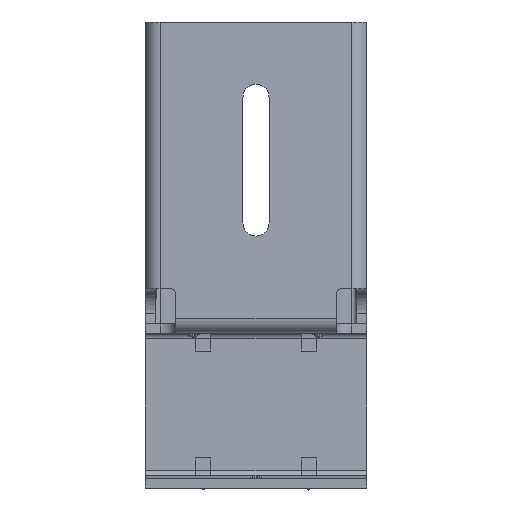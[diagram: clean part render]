
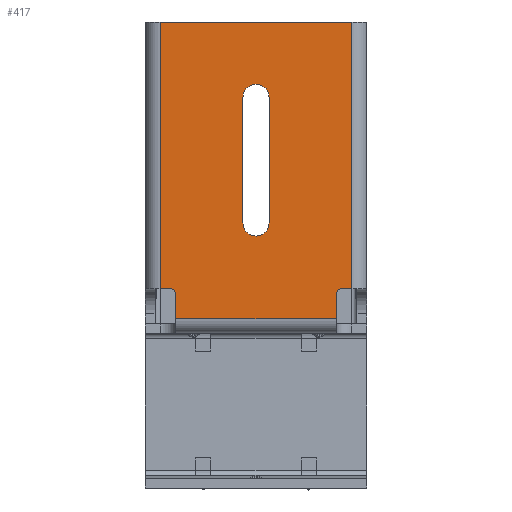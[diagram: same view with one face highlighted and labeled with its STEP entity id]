
A CAD part, front view. The second image highlights one B-rep face of the part: STEP entity #417.
In plain terms, the highlighted planar face has unit normal (0, -1, 0).
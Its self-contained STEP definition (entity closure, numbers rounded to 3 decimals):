
#31 = DIRECTION ( 'NONE',  ( 0., 1., 0. ) ) ;
#62 = CARTESIAN_POINT ( 'NONE',  ( -19.1, -1.9, 0. ) ) ;
#131 = LINE ( 'NONE', #3232, #8006 ) ;
#174 = CARTESIAN_POINT ( 'NONE',  ( 19.1, -1.9, 0. ) ) ;
#253 = CARTESIAN_POINT ( 'NONE',  ( 2.6, -1.9, -40. ) ) ;
#306 = CARTESIAN_POINT ( 'NONE',  ( -2.6, -1.9, -40. ) ) ;
#329 = VERTEX_POINT ( 'NONE', #5317 ) ;
#417 = ADVANCED_FACE ( 'NONE', ( #616, #1237 ), #7288, .F. ) ;
#422 = CARTESIAN_POINT ( 'NONE',  ( -16., -1.9, -54.1 ) ) ;
#439 = CIRCLE ( 'NONE', #7423, 1. ) ;
#473 = LINE ( 'NONE', #6695, #3482 ) ;
#522 = VERTEX_POINT ( 'NONE', #11222 ) ;
#616 = FACE_BOUND ( 'NONE', #7072, .T. ) ;
#656 = CARTESIAN_POINT ( 'NONE',  ( -17., -1.9, -53.1 ) ) ;
#696 = B_SPLINE_CURVE_WITH_KNOTS ( 'NONE', 3,
 ( #7788, #12672, #5389, #5250 ),
 .UNSPECIFIED., .F., .F.,
 ( 4, 4 ),
 ( 0., 1. ),
 .UNSPECIFIED. ) ;
#712 = VECTOR ( 'NONE', #4598, 1000. ) ;
#734 = DIRECTION ( 'NONE',  ( 0., 0., -1. ) ) ;
#795 = EDGE_CURVE ( 'NONE', #4901, #6348, #473, .T. ) ;
#822 = DIRECTION ( 'NONE',  ( 1., 0., 0. ) ) ;
#847 = EDGE_CURVE ( 'NONE', #6348, #329, #696, .T. ) ;
#848 = VERTEX_POINT ( 'NONE', #1976 ) ;
#1050 = AXIS2_PLACEMENT_3D ( 'NONE', #3118, #2884, #9367 ) ;
#1203 = EDGE_CURVE ( 'NONE', #8712, #4268, #131, .T. ) ;
#1237 = FACE_OUTER_BOUND ( 'NONE', #12853, .T. ) ;
#1247 = AXIS2_PLACEMENT_3D ( 'NONE', #9123, #2306, #4344 ) ;
#1283 = DIRECTION ( 'NONE',  ( 0., 0., 1. ) ) ;
#1477 = ORIENTED_EDGE ( 'NONE', *, *, #795, .T. ) ;
#1482 = EDGE_CURVE ( 'NONE', #11678, #2056, #2334, .T. ) ;
#1657 = EDGE_CURVE ( 'NONE', #2056, #4901, #4440, .T. ) ;
#1742 = LINE ( 'NONE', #1982, #10955 ) ;
#1757 = CARTESIAN_POINT ( 'NONE',  ( 2.6, -1.9, -40. ) ) ;
#1976 = CARTESIAN_POINT ( 'NONE',  ( 0., -1.9, -42.6 ) ) ;
#1982 = CARTESIAN_POINT ( 'NONE',  ( 19.1, -1.9, -59.1 ) ) ;
#2034 = ORIENTED_EDGE ( 'NONE', *, *, #3664, .T. ) ;
#2056 = VERTEX_POINT ( 'NONE', #656 ) ;
#2306 = DIRECTION ( 'NONE',  ( 0., 1., 0. ) ) ;
#2334 = LINE ( 'NONE', #2530, #8486 ) ;
#2472 = CARTESIAN_POINT ( 'NONE',  ( -16., -1.9, -59.1 ) ) ;
#2530 = CARTESIAN_POINT ( 'NONE',  ( 22., -1.9, -53.1 ) ) ;
#2566 = CARTESIAN_POINT ( 'NONE',  ( 0., -1.9, -15. ) ) ;
#2676 = EDGE_CURVE ( 'NONE', #522, #9314, #12088, .T. ) ;
#2829 = LINE ( 'NONE', #253, #13069 ) ;
#2884 = DIRECTION ( 'NONE',  ( 0., -1., 0. ) ) ;
#3034 = EDGE_CURVE ( 'NONE', #848, #9740, #7003, .T. ) ;
#3118 = CARTESIAN_POINT ( 'NONE',  ( 0., -1.9, -40. ) ) ;
#3232 = CARTESIAN_POINT ( 'NONE',  ( 22., -1.9, 0. ) ) ;
#3482 = VECTOR ( 'NONE', #734, 1000. ) ;
#3603 = ORIENTED_EDGE ( 'NONE', *, *, #1657, .T. ) ;
#3613 = DIRECTION ( 'NONE',  ( 0., 0., -1. ) ) ;
#3664 = EDGE_CURVE ( 'NONE', #4268, #11678, #3844, .T. ) ;
#3844 = LINE ( 'NONE', #62, #11540 ) ;
#3916 = EDGE_CURVE ( 'NONE', #329, #8293, #12276, .T. ) ;
#4128 = DIRECTION ( 'NONE',  ( 0., -1., 0. ) ) ;
#4207 = ORIENTED_EDGE ( 'NONE', *, *, #11440, .F. ) ;
#4229 = CARTESIAN_POINT ( 'NONE',  ( -2.6, -1.9, -15. ) ) ;
#4268 = VERTEX_POINT ( 'NONE', #6548 ) ;
#4344 = DIRECTION ( 'NONE',  ( 0., 0., 1. ) ) ;
#4413 = ORIENTED_EDGE ( 'NONE', *, *, #5164, .T. ) ;
#4440 = CIRCLE ( 'NONE', #1247, 1. ) ;
#4497 = ORIENTED_EDGE ( 'NONE', *, *, #1203, .T. ) ;
#4598 = DIRECTION ( 'NONE',  ( 0., 0., 1. ) ) ;
#4702 = VECTOR ( 'NONE', #8523, 1000. ) ;
#4901 = VERTEX_POINT ( 'NONE', #422 ) ;
#5041 = ORIENTED_EDGE ( 'NONE', *, *, #2676, .T. ) ;
#5164 = EDGE_CURVE ( 'NONE', #8293, #522, #439, .T. ) ;
#5248 = AXIS2_PLACEMENT_3D ( 'NONE', #10269, #4128, #11353 ) ;
#5250 = CARTESIAN_POINT ( 'NONE',  ( 16., -1.9, -59.1 ) ) ;
#5317 = CARTESIAN_POINT ( 'NONE',  ( 16., -1.9, -59.1 ) ) ;
#5389 = CARTESIAN_POINT ( 'NONE',  ( 5.333, -1.9, -59.1 ) ) ;
#5443 = ORIENTED_EDGE ( 'NONE', *, *, #11129, .F. ) ;
#5945 = VECTOR ( 'NONE', #822, 1000. ) ;
#6176 = CARTESIAN_POINT ( 'NONE',  ( 17., -1.9, -54.1 ) ) ;
#6324 = VERTEX_POINT ( 'NONE', #9652 ) ;
#6331 = DIRECTION ( 'NONE',  ( -1., 0., 0. ) ) ;
#6348 = VERTEX_POINT ( 'NONE', #2472 ) ;
#6450 = ORIENTED_EDGE ( 'NONE', *, *, #3916, .T. ) ;
#6475 = CIRCLE ( 'NONE', #5248, 2.6 ) ;
#6548 = CARTESIAN_POINT ( 'NONE',  ( -19.1, -1.9, 0. ) ) ;
#6621 = CARTESIAN_POINT ( 'NONE',  ( 22., -1.9, -53.1 ) ) ;
#6695 = CARTESIAN_POINT ( 'NONE',  ( -16., -1.9, 0. ) ) ;
#6715 = ORIENTED_EDGE ( 'NONE', *, *, #847, .T. ) ;
#7003 = CIRCLE ( 'NONE', #1050, 2.6 ) ;
#7072 = EDGE_LOOP ( 'NONE', ( #5443, #11701, #4207, #12006, #11518 ) ) ;
#7075 = CARTESIAN_POINT ( 'NONE',  ( 19.1, -1.9, -53.1 ) ) ;
#7216 = DIRECTION ( 'NONE',  ( 0., 0., 1. ) ) ;
#7288 = PLANE ( 'NONE',  #12015 ) ;
#7316 = EDGE_CURVE ( 'NONE', #9442, #6324, #11320, .T. ) ;
#7423 = AXIS2_PLACEMENT_3D ( 'NONE', #6176, #31, #7216 ) ;
#7788 = CARTESIAN_POINT ( 'NONE',  ( -16., -1.9, -59.1 ) ) ;
#8006 = VECTOR ( 'NONE', #6331, 1000. ) ;
#8293 = VERTEX_POINT ( 'NONE', #9241 ) ;
#8486 = VECTOR ( 'NONE', #9745, 1000. ) ;
#8490 = ORIENTED_EDGE ( 'NONE', *, *, #1482, .T. ) ;
#8523 = DIRECTION ( 'NONE',  ( 0., 0., -1. ) ) ;
#8712 = VERTEX_POINT ( 'NONE', #174 ) ;
#8901 = CARTESIAN_POINT ( 'NONE',  ( 16., -1.9, 0. ) ) ;
#9123 = CARTESIAN_POINT ( 'NONE',  ( -17., -1.9, -54.1 ) ) ;
#9241 = CARTESIAN_POINT ( 'NONE',  ( 16., -1.9, -54.1 ) ) ;
#9259 = CARTESIAN_POINT ( 'NONE',  ( 22., -1.9, 0. ) ) ;
#9314 = VERTEX_POINT ( 'NONE', #7075 ) ;
#9367 = DIRECTION ( 'NONE',  ( 0., 0., -1. ) ) ;
#9442 = VERTEX_POINT ( 'NONE', #4229 ) ;
#9452 = DIRECTION ( 'NONE',  ( 0., 1., 0. ) ) ;
#9652 = CARTESIAN_POINT ( 'NONE',  ( -2.6, -1.9, -40. ) ) ;
#9740 = VERTEX_POINT ( 'NONE', #1757 ) ;
#9745 = DIRECTION ( 'NONE',  ( 1., 0., 0. ) ) ;
#9777 = DIRECTION ( 'NONE',  ( 0., -1., 0. ) ) ;
#10132 = VERTEX_POINT ( 'NONE', #10587 ) ;
#10261 = CIRCLE ( 'NONE', #13307, 2.6 ) ;
#10269 = CARTESIAN_POINT ( 'NONE',  ( 0., -1.9, -40. ) ) ;
#10587 = CARTESIAN_POINT ( 'NONE',  ( 2.6, -1.9, -15. ) ) ;
#10767 = CARTESIAN_POINT ( 'NONE',  ( -19.1, -1.9, -53.1 ) ) ;
#10955 = VECTOR ( 'NONE', #12262, 1000. ) ;
#11003 = EDGE_CURVE ( 'NONE', #9314, #8712, #1742, .T. ) ;
#11129 = EDGE_CURVE ( 'NONE', #9740, #10132, #2829, .T. ) ;
#11222 = CARTESIAN_POINT ( 'NONE',  ( 17., -1.9, -53.1 ) ) ;
#11320 = LINE ( 'NONE', #306, #4702 ) ;
#11353 = DIRECTION ( 'NONE',  ( 0., 0., -1. ) ) ;
#11440 = EDGE_CURVE ( 'NONE', #6324, #848, #6475, .T. ) ;
#11518 = ORIENTED_EDGE ( 'NONE', *, *, #13117, .F. ) ;
#11540 = VECTOR ( 'NONE', #12643, 1000. ) ;
#11678 = VERTEX_POINT ( 'NONE', #10767 ) ;
#11701 = ORIENTED_EDGE ( 'NONE', *, *, #3034, .F. ) ;
#12006 = ORIENTED_EDGE ( 'NONE', *, *, #7316, .F. ) ;
#12015 = AXIS2_PLACEMENT_3D ( 'NONE', #9259, #9452, #12315 ) ;
#12088 = LINE ( 'NONE', #6621, #5945 ) ;
#12262 = DIRECTION ( 'NONE',  ( 0., 0., 1. ) ) ;
#12276 = LINE ( 'NONE', #8901, #712 ) ;
#12315 = DIRECTION ( 'NONE',  ( 0., 0., 1. ) ) ;
#12643 = DIRECTION ( 'NONE',  ( 0., 0., -1. ) ) ;
#12672 = CARTESIAN_POINT ( 'NONE',  ( -5.333, -1.9, -59.1 ) ) ;
#12853 = EDGE_LOOP ( 'NONE', ( #8490, #3603, #1477, #6715, #6450, #4413, #5041, #13102, #4497, #2034 ) ) ;
#13069 = VECTOR ( 'NONE', #1283, 1000. ) ;
#13102 = ORIENTED_EDGE ( 'NONE', *, *, #11003, .T. ) ;
#13117 = EDGE_CURVE ( 'NONE', #10132, #9442, #10261, .T. ) ;
#13307 = AXIS2_PLACEMENT_3D ( 'NONE', #2566, #9777, #3613 ) ;
